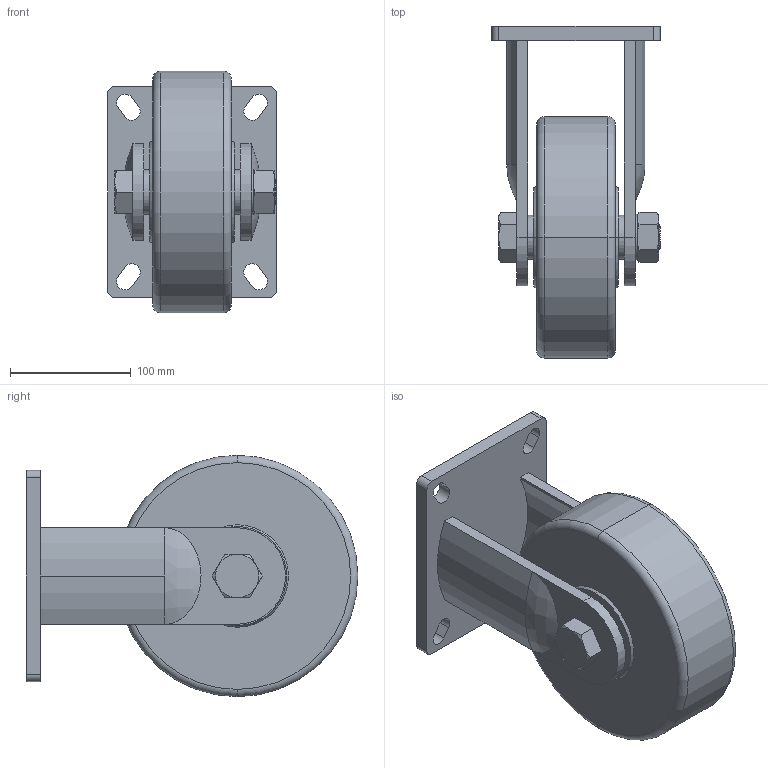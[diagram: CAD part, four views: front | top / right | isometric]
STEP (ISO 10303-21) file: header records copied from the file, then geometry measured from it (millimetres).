
FILE_DESCRIPTION (( 'STEP AP203' ), '1' );
FILE_NAME ('K-545K-200-UR.STEP', '2021-03-31T02:00:27', ( '' ), ( '' ), 'SwSTEP 2.0', 'SolidWorks 2018', '' );
FILE_SCHEMA (( 'CONFIG_CONTROL_DESIGN' ));
Length unit declared in the file: millimetre
Products named in the file (5): K-545K-200-UR; K-545K-200-UR_hex head bolt_ver1.06_M24x15六角ボルト(鉄); K-545K-200-UR_hex nut_ver1.05_M24僫僢僩(揝)3庬; K-545K-200-UR_wheel_; K-545K-200-UR_base_
Assembly tree (4 placements, depth 2):
  K-545K-200-UR
    K-545K-200-UR_base_
    K-545K-200-UR_hex head bolt_ver1.06_M24x15六角ボルト(鉄)
    K-545K-200-UR_hex nut_ver1.05_M24僫僢僩(揝)3庬
    K-545K-200-UR_wheel_
Bounding box: 140 x 275 x 200 mm (x, y, z)
Volume: 2675391.5 mm3; surface area: 252278.8 mm2
Topology: 4 solids, 4 shells, 127 faces, 298 edges, 188 vertices
Faces by surface type: plane 47, cylinder 44, cone 28, torus 8
Entity records: 4615 total; most frequent: CARTESIAN_POINT 1116, DIRECTION 654, ORIENTED_EDGE 596, EDGE_CURVE 298, AXIS2_PLACEMENT_3D 262, VERTEX_POINT 188, EDGE_LOOP 152, LINE 130
